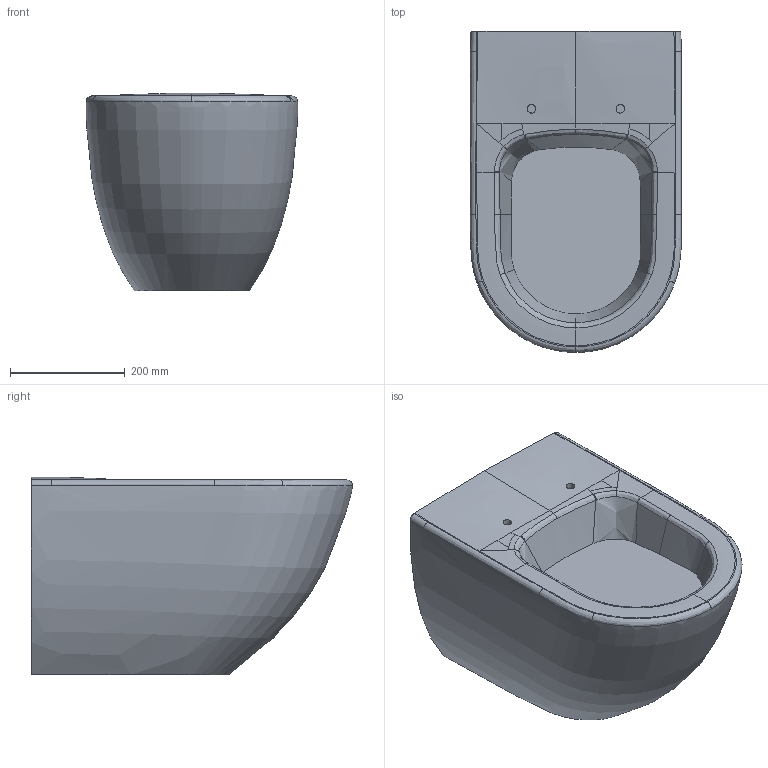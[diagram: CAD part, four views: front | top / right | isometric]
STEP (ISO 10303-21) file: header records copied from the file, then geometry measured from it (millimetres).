
FILE_DESCRIPTION(/* description */ (''),/* implementation_level */ '2;1');
FILE_NAME(/* name */ '660010_Subway_WWC.stp',/* time_stamp */ '2019-02-27T09:59:27+01:00',/* author */ (''),/* organization */ (''),/* preprocessor_version */ 'ST-DEVELOPER v16',/* originating_system */ 'SIEMENS PLM Software NX 10.0',/* authorisation */ '');
FILE_SCHEMA (('AUTOMOTIVE_DESIGN { 1 0 10303 214 3 1 1 1 }'));
Length unit declared in the file: millimetre
Products named in the file (1): math30088B4Bknwu
Bounding box: 369.2 x 560 x 345 mm (x, y, z)
Volume: 45215418.4 mm3; surface area: 828338.5 mm2
Topology: 1 solids, 1 shells, 56 faces, 143 edges, 91 vertices
Faces by surface type: bspline 50, plane 4, extrusion 2
Entity records: 6647 total; most frequent: CARTESIAN_POINT 5676, ORIENTED_EDGE 280, EDGE_CURVE 140, B_SPLINE_CURVE_WITH_KNOTS 118, VERTEX_POINT 90, EDGE_LOOP 60, ADVANCED_FACE 56, FACE_OUTER_BOUND 52
